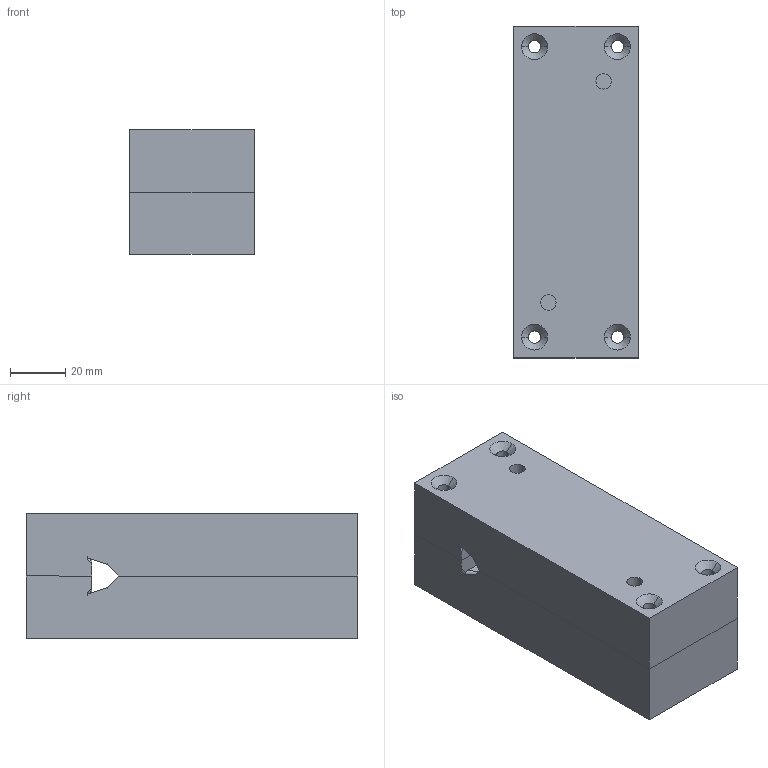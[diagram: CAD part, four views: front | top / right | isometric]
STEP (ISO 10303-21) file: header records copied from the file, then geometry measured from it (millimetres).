
FILE_DESCRIPTION (( 'STEP AP214' ), '1' );
FILE_NAME ('blade shoe-23B RevA.STEP', '2025-02-24T03:31:31', ( '' ), ( '' ), 'SwSTEP 2.0', 'SolidWorks 2019', '' );
FILE_SCHEMA (( 'AUTOMOTIVE_DESIGN' ));
Length unit declared in the file: millimetre
Products named in the file (1): blade shoe-23B RevA
Bounding box: 45 x 120 x 45 mm (x, y, z)
Volume: 214407.8 mm3; surface area: 42019 mm2
Topology: 2 solids, 2 shells, 86 faces, 212 edges, 138 vertices
Faces by surface type: plane 40, cylinder 38, cone 8
Entity records: 2623 total; most frequent: CARTESIAN_POINT 473, DIRECTION 446, ORIENTED_EDGE 424, EDGE_CURVE 212, AXIS2_PLACEMENT_3D 159, VERTEX_POINT 138, LINE 128, VECTOR 128
